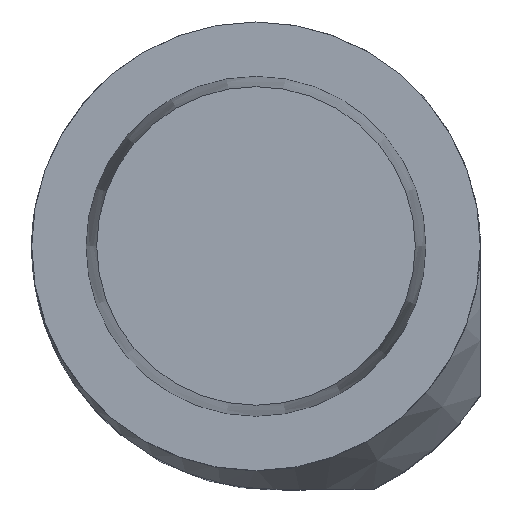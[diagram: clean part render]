
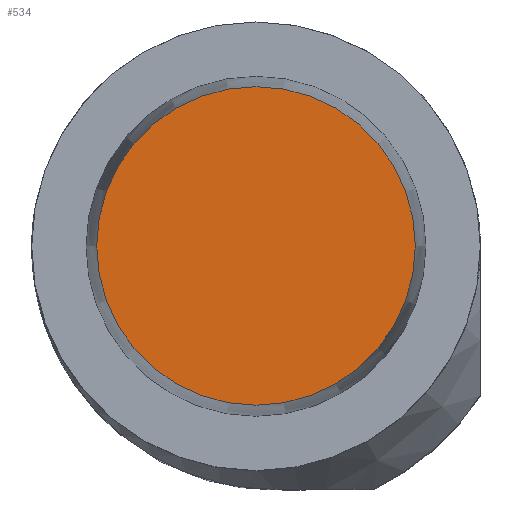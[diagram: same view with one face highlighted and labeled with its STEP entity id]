
A CAD part, top view. The second image highlights one B-rep face of the part: STEP entity #534.
In plain terms, the highlighted planar face has unit normal (0, 0, 1).
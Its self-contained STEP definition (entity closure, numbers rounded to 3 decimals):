
#359=EDGE_CURVE('240[2]',#969,#969,#970,.T.);
#534=ADVANCED_FACE('240[2]',(#1216),#1217,.T.);
#969=VERTEX_POINT('',#1795);
#970=CIRCLE('',#1796,35.5);
#1216=FACE_OUTER_BOUND('',#2231,.T.);
#1217=PLANE('',#2232);
#1795=CARTESIAN_POINT('',(35.5,0.,50.));
#1796=AXIS2_PLACEMENT_3D('',#3065,#3066,#3067);
#2231=EDGE_LOOP('',(#3392));
#2232=AXIS2_PLACEMENT_3D('',#3393,#3394,#3395);
#3065=CARTESIAN_POINT('',(0.,0.,50.));
#3066=DIRECTION('',(0.,0.,-1.0));
#3067=DIRECTION('',(1.0,0.,0.));
#3392=ORIENTED_EDGE('',*,*,#359,.F.);
#3393=CARTESIAN_POINT('',(17.75,0.,50.));
#3394=DIRECTION('',(0.,0.,1.0));
#3395=DIRECTION('',(1.0,0.,0.0));
